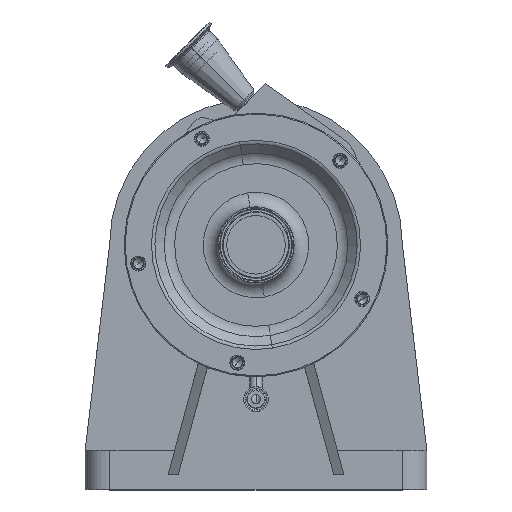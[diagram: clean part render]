
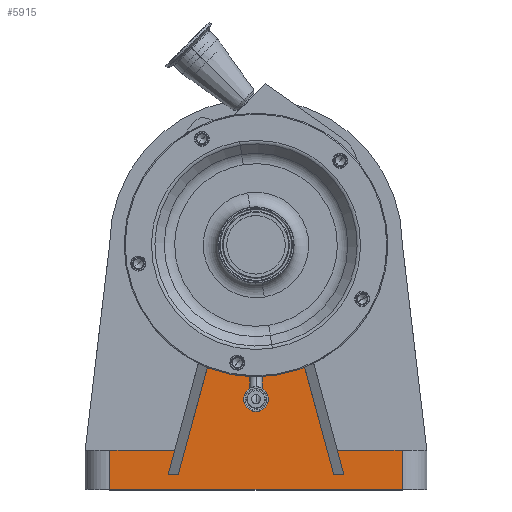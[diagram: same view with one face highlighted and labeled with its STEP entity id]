
A CAD part, top view. The second image highlights one B-rep face of the part: STEP entity #5915.
In plain terms, the highlighted planar face has unit normal (0, 0, 1).
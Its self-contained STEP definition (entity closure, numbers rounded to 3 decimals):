
#87 = VERTEX_POINT ( 'NONE', #5789 ) ;
#168 = EDGE_CURVE ( 'NONE', #7968, #9415, #8741, .T. ) ;
#227 = VECTOR ( 'NONE', #366, 1000. ) ;
#282 = DIRECTION ( 'NONE',  ( 0., -1., 0. ) ) ;
#366 = DIRECTION ( 'NONE',  ( 1., 0., 0. ) ) ;
#375 = VECTOR ( 'NONE', #640, 1000. ) ;
#388 = CARTESIAN_POINT ( 'NONE',  ( 80.35, 12.377, -80. ) ) ;
#403 = PLANE ( 'NONE',  #9217 ) ;
#479 = CARTESIAN_POINT ( 'NONE',  ( 0., 15., -80. ) ) ;
#501 = EDGE_CURVE ( 'NONE', #9286, #10691, #6579, .T. ) ;
#532 = VECTOR ( 'NONE', #5219, 1000. ) ;
#603 = LINE ( 'NONE', #4462, #532 ) ;
#640 = DIRECTION ( 'NONE',  ( 0., -1., 0. ) ) ;
#889 = VECTOR ( 'NONE', #10936, 1000. ) ;
#1116 = VECTOR ( 'NONE', #1511, 1000. ) ;
#1206 = FACE_OUTER_BOUND ( 'NONE', #6406, .T. ) ;
#1328 = VERTEX_POINT ( 'NONE', #10454 ) ;
#1431 = CARTESIAN_POINT ( 'NONE',  ( -90., 15., -80. ) ) ;
#1497 = VECTOR ( 'NONE', #282, 1000. ) ;
#1511 = DIRECTION ( 'NONE',  ( 1., 0., 0. ) ) ;
#1757 = EDGE_CURVE ( 'NONE', #9443, #10691, #5255, .T. ) ;
#1940 = CARTESIAN_POINT ( 'NONE',  ( 149.6, 0., -80. ) ) ;
#2012 = CARTESIAN_POINT ( 'NONE',  ( -40.6, 158.613, -80. ) ) ;
#2073 = EDGE_CURVE ( 'NONE', #7968, #87, #8096, .T. ) ;
#2192 = CARTESIAN_POINT ( 'NONE',  ( 149.6, 40., -80. ) ) ;
#2330 = LINE ( 'NONE', #388, #3849 ) ;
#2386 = DIRECTION ( 'NONE',  ( -0.262, 0.965, 0. ) ) ;
#2578 = ORIENTED_EDGE ( 'NONE', *, *, #168, .T. ) ;
#2739 = VERTEX_POINT ( 'NONE', #10567 ) ;
#2762 = ORIENTED_EDGE ( 'NONE', *, *, #1757, .F. ) ;
#3030 = DIRECTION ( 'NONE',  ( 0., 0., -1. ) ) ;
#3216 = DIRECTION ( 'NONE',  ( -1., 0., 0. ) ) ;
#3323 = EDGE_CURVE ( 'NONE', #11263, #1328, #8832, .T. ) ;
#3432 = CARTESIAN_POINT ( 'NONE',  ( -149.6, 40., -80. ) ) ;
#3533 = CARTESIAN_POINT ( 'NONE',  ( 149.6, 0., -80. ) ) ;
#3678 = EDGE_CURVE ( 'NONE', #2739, #8663, #10012, .T. ) ;
#3849 = VECTOR ( 'NONE', #2386, 1000. ) ;
#4090 = ORIENTED_EDGE ( 'NONE', *, *, #3323, .F. ) ;
#4145 = VERTEX_POINT ( 'NONE', #8141 ) ;
#4281 = ORIENTED_EDGE ( 'NONE', *, *, #6252, .F. ) ;
#4406 = ORIENTED_EDGE ( 'NONE', *, *, #5177, .T. ) ;
#4462 = CARTESIAN_POINT ( 'NONE',  ( 87.773, 23.194, -80. ) ) ;
#4877 = ORIENTED_EDGE ( 'NONE', *, *, #3678, .T. ) ;
#5039 = DIRECTION ( 'NONE',  ( 0., 0., -1. ) ) ;
#5177 = EDGE_CURVE ( 'NONE', #8663, #87, #9367, .T. ) ;
#5219 = DIRECTION ( 'NONE',  ( 0.262, -0.965, 0. ) ) ;
#5255 = LINE ( 'NONE', #9004, #375 ) ;
#5444 = CARTESIAN_POINT ( 'NONE',  ( 79.637, 15., -80. ) ) ;
#5446 = DIRECTION ( 'NONE',  ( 1., 0., 0. ) ) ;
#5458 = ORIENTED_EDGE ( 'NONE', *, *, #7289, .F. ) ;
#5627 = DIRECTION ( 'NONE',  ( -0.262, -0.965, 0. ) ) ;
#5757 = CARTESIAN_POINT ( 'NONE',  ( -149.6, 40., -80. ) ) ;
#5789 = CARTESIAN_POINT ( 'NONE',  ( -79.637, 15., -80. ) ) ;
#5915 = ADVANCED_FACE ( 'NONE', ( #1206 ), #403, .F. ) ;
#5932 = CARTESIAN_POINT ( 'NONE',  ( -90., 15., -80. ) ) ;
#6044 = ORIENTED_EDGE ( 'NONE', *, *, #2073, .F. ) ;
#6175 = CARTESIAN_POINT ( 'NONE',  ( -149.6, 0., -80. ) ) ;
#6252 = EDGE_CURVE ( 'NONE', #4145, #9443, #10124, .T. ) ;
#6310 = LINE ( 'NONE', #5757, #1497 ) ;
#6406 = EDGE_LOOP ( 'NONE', ( #4406, #6044, #2578, #5458, #6507, #11337, #2762, #4281, #8850, #4090, #6481, #4877 ) ) ;
#6481 = ORIENTED_EDGE ( 'NONE', *, *, #11522, .T. ) ;
#6507 = ORIENTED_EDGE ( 'NONE', *, *, #7847, .T. ) ;
#6579 = LINE ( 'NONE', #1940, #1116 ) ;
#7109 = VECTOR ( 'NONE', #5627, 1000. ) ;
#7132 = LINE ( 'NONE', #10885, #889 ) ;
#7264 = AXIS2_PLACEMENT_3D ( 'NONE', #9636, #5039, #3216 ) ;
#7289 = EDGE_CURVE ( 'NONE', #11603, #9415, #7132, .T. ) ;
#7478 = VECTOR ( 'NONE', #5446, 1000. ) ;
#7615 = CARTESIAN_POINT ( 'NONE',  ( 149.6, 40., -80. ) ) ;
#7684 = EDGE_CURVE ( 'NONE', #4145, #1328, #603, .T. ) ;
#7847 = EDGE_CURVE ( 'NONE', #11603, #9286, #6310, .T. ) ;
#7968 = VERTEX_POINT ( 'NONE', #5932 ) ;
#8096 = LINE ( 'NONE', #1431, #9592 ) ;
#8141 = CARTESIAN_POINT ( 'NONE',  ( 83.204, 40., -80. ) ) ;
#8350 = CARTESIAN_POINT ( 'NONE',  ( 149.6, 40., -80. ) ) ;
#8451 = CARTESIAN_POINT ( 'NONE',  ( -40.6, 158.613, -80. ) ) ;
#8585 = DIRECTION ( 'NONE',  ( -1., 0., 0. ) ) ;
#8663 = VERTEX_POINT ( 'NONE', #2012 ) ;
#8741 = LINE ( 'NONE', #8845, #11444 ) ;
#8832 = LINE ( 'NONE', #479, #227 ) ;
#8845 = CARTESIAN_POINT ( 'NONE',  ( -67.186, 98.928, -80. ) ) ;
#8850 = ORIENTED_EDGE ( 'NONE', *, *, #7684, .T. ) ;
#9004 = CARTESIAN_POINT ( 'NONE',  ( 149.6, 40., -80. ) ) ;
#9217 = AXIS2_PLACEMENT_3D ( 'NONE', #7615, #3030, #8585 ) ;
#9286 = VERTEX_POINT ( 'NONE', #6175 ) ;
#9359 = CARTESIAN_POINT ( 'NONE',  ( -83.204, 40., -80. ) ) ;
#9367 = LINE ( 'NONE', #8451, #7109 ) ;
#9415 = VERTEX_POINT ( 'NONE', #9359 ) ;
#9443 = VERTEX_POINT ( 'NONE', #2192 ) ;
#9592 = VECTOR ( 'NONE', #10842, 1000. ) ;
#9605 = DIRECTION ( 'NONE',  ( 0.262, 0.965, 0. ) ) ;
#9636 = CARTESIAN_POINT ( 'NONE',  ( 0., 250., -80. ) ) ;
#10012 = CIRCLE ( 'NONE', #7264, 100. ) ;
#10124 = LINE ( 'NONE', #8350, #7478 ) ;
#10454 = CARTESIAN_POINT ( 'NONE',  ( 90., 15., -80. ) ) ;
#10567 = CARTESIAN_POINT ( 'NONE',  ( 40.6, 158.613, -80. ) ) ;
#10691 = VERTEX_POINT ( 'NONE', #3533 ) ;
#10842 = DIRECTION ( 'NONE',  ( 1., 0., 0. ) ) ;
#10885 = CARTESIAN_POINT ( 'NONE',  ( 149.6, 40., -80. ) ) ;
#10936 = DIRECTION ( 'NONE',  ( 1., 0., 0. ) ) ;
#11263 = VERTEX_POINT ( 'NONE', #5444 ) ;
#11337 = ORIENTED_EDGE ( 'NONE', *, *, #501, .T. ) ;
#11444 = VECTOR ( 'NONE', #9605, 1000. ) ;
#11522 = EDGE_CURVE ( 'NONE', #11263, #2739, #2330, .T. ) ;
#11603 = VERTEX_POINT ( 'NONE', #3432 ) ;
